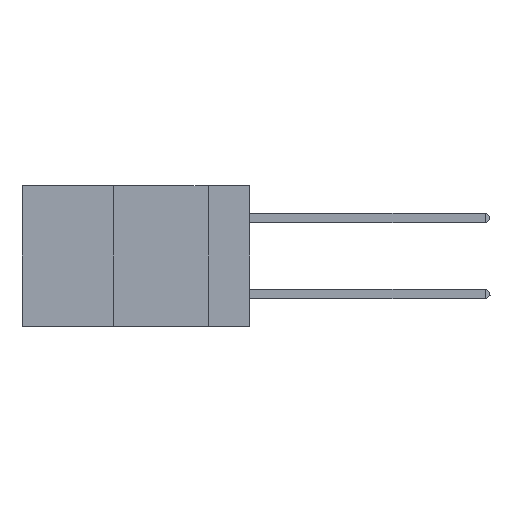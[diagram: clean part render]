
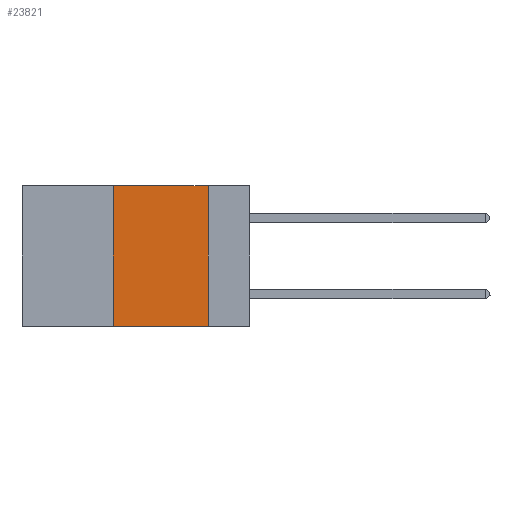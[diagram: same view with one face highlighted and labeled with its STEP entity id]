
A CAD part, left-side view. The second image highlights one B-rep face of the part: STEP entity #23821.
In plain terms, the highlighted planar face has unit normal (-1, 0, 0).
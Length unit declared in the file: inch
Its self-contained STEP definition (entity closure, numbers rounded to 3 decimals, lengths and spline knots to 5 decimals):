
#718 = VECTOR ( 'NONE', #18214, 39.37008 ) ;
#815 = DIRECTION ( 'NONE',  ( 0., 0., -1. ) ) ;
#1443 = EDGE_LOOP ( 'NONE', ( #3510, #9787, #6263, #7087 ) ) ;
#1508 = CARTESIAN_POINT ( 'NONE',  ( 0., 0.36, -0.37 ) ) ;
#1515 = LINE ( 'NONE', #12129, #2543 ) ;
#2074 = EDGE_CURVE ( 'NONE', #22586, #15937, #1515, .T. ) ;
#2522 = LINE ( 'NONE', #26022, #7681 ) ;
#2543 = VECTOR ( 'NONE', #27545, 39.37008 ) ;
#3510 = ORIENTED_EDGE ( 'NONE', *, *, #9123, .F. ) ;
#3535 = EDGE_CURVE ( 'NONE', #4378, #17460, #26169, .T. ) ;
#3627 = CARTESIAN_POINT ( 'NONE',  ( 0., 0.11, -0.37 ) ) ;
#4378 = VERTEX_POINT ( 'NONE', #1508 ) ;
#6263 = ORIENTED_EDGE ( 'NONE', *, *, #28364, .F. ) ;
#7020 = DIRECTION ( 'NONE',  ( 0., 0., 1. ) ) ;
#7087 = ORIENTED_EDGE ( 'NONE', *, *, #3535, .T. ) ;
#7681 = VECTOR ( 'NONE', #7020, 39.37008 ) ;
#8447 = CARTESIAN_POINT ( 'NONE',  ( 0., 0.36, 0. ) ) ;
#9123 = EDGE_CURVE ( 'NONE', #15937, #17460, #22768, .T. ) ;
#9787 = ORIENTED_EDGE ( 'NONE', *, *, #2074, .F. ) ;
#12129 = CARTESIAN_POINT ( 'NONE',  ( 0., 0.6, 0. ) ) ;
#15937 = VERTEX_POINT ( 'NONE', #24892 ) ;
#17460 = VERTEX_POINT ( 'NONE', #3627 ) ;
#18214 = DIRECTION ( 'NONE',  ( 0., -1., 0. ) ) ;
#18543 = CARTESIAN_POINT ( 'NONE',  ( 0., 0.6, 0. ) ) ;
#19421 = CARTESIAN_POINT ( 'NONE',  ( 0., 0.11, 0. ) ) ;
#19707 = DIRECTION ( 'NONE',  ( 0., 0., -1. ) ) ;
#20702 = PLANE ( 'NONE',  #23258 ) ;
#21059 = VECTOR ( 'NONE', #19707, 39.37008 ) ;
#22586 = VERTEX_POINT ( 'NONE', #8447 ) ;
#22768 = LINE ( 'NONE', #19421, #21059 ) ;
#23258 = AXIS2_PLACEMENT_3D ( 'NONE', #18543, #25297, #815 ) ;
#23821 = ADVANCED_FACE ( 'NONE', ( #23883 ), #20702, .F. ) ;
#23883 = FACE_OUTER_BOUND ( 'NONE', #1443, .T. ) ;
#24892 = CARTESIAN_POINT ( 'NONE',  ( 0., 0.11, 0. ) ) ;
#25052 = CARTESIAN_POINT ( 'NONE',  ( 0., 0.6, -0.37 ) ) ;
#25297 = DIRECTION ( 'NONE',  ( 1., 0., 0. ) ) ;
#26022 = CARTESIAN_POINT ( 'NONE',  ( 0., 0.36, 0. ) ) ;
#26169 = LINE ( 'NONE', #25052, #718 ) ;
#27545 = DIRECTION ( 'NONE',  ( 0., -1., 0. ) ) ;
#28364 = EDGE_CURVE ( 'NONE', #4378, #22586, #2522, .T. ) ;
